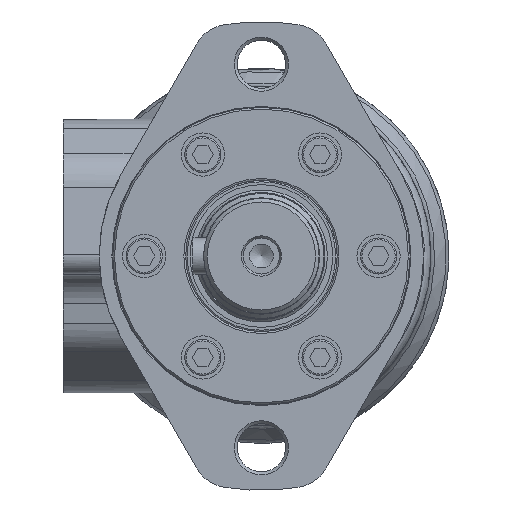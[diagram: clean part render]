
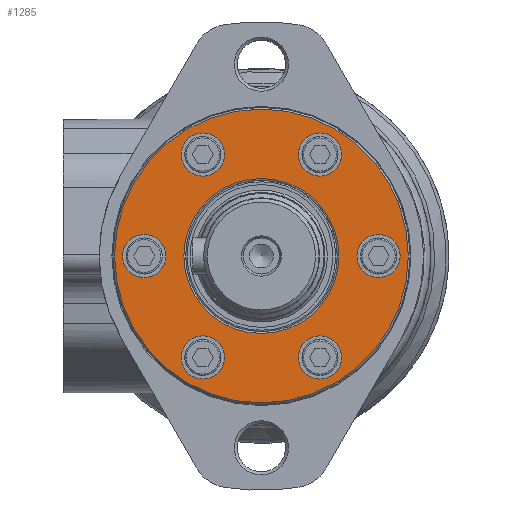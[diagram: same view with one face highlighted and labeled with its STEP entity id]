
A CAD part, left-side view. The second image highlights one B-rep face of the part: STEP entity #1285.
In plain terms, the highlighted planar face has unit normal (-1, 0, 0).
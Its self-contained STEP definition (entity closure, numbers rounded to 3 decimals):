
#1285 = ADVANCED_FACE( '', ( #2639, #2640, #2641, #2642, #2643, #2644, #2645, #2646 ), #2647, .F. );
#2639 = FACE_OUTER_BOUND( '', #3987, .T. );
#2640 = FACE_BOUND( '', #3988, .T. );
#2641 = FACE_BOUND( '', #3989, .T. );
#2642 = FACE_BOUND( '', #3990, .T. );
#2643 = FACE_BOUND( '', #3991, .T. );
#2644 = FACE_BOUND( '', #3992, .T. );
#2645 = FACE_BOUND( '', #3993, .T. );
#2646 = FACE_BOUND( '', #3994, .T. );
#2647 = PLANE( '', #3995 );
#3987 = EDGE_LOOP( '', ( #7022 ) );
#3988 = EDGE_LOOP( '', ( #7023 ) );
#3989 = EDGE_LOOP( '', ( #7024 ) );
#3990 = EDGE_LOOP( '', ( #7025 ) );
#3991 = EDGE_LOOP( '', ( #7026 ) );
#3992 = EDGE_LOOP( '', ( #7027 ) );
#3993 = EDGE_LOOP( '', ( #7028 ) );
#3994 = EDGE_LOOP( '', ( #7029 ) );
#3995 = AXIS2_PLACEMENT_3D( '', #7030, #7031, #7032 );
#7022 = ORIENTED_EDGE( '', *, *, #7355, .F. );
#7023 = ORIENTED_EDGE( '', *, *, #8245, .F. );
#7024 = ORIENTED_EDGE( '', *, *, #8295, .T. );
#7025 = ORIENTED_EDGE( '', *, *, #8021, .T. );
#7026 = ORIENTED_EDGE( '', *, *, #8208, .T. );
#7027 = ORIENTED_EDGE( '', *, *, #7900, .T. );
#7028 = ORIENTED_EDGE( '', *, *, #8038, .T. );
#7029 = ORIENTED_EDGE( '', *, *, #7734, .T. );
#7030 = CARTESIAN_POINT( '', ( 0., 0., 0. ) );
#7031 = DIRECTION( '', ( 1., 0., 0. ) );
#7032 = DIRECTION( '', ( 0., 0., -1. ) );
#7355 = EDGE_CURVE( '', #8654, #8654, #8655, .T. );
#7734 = EDGE_CURVE( '', #9255, #9255, #9256, .T. );
#7900 = EDGE_CURVE( '', #9489, #9489, #9490, .T. );
#8021 = EDGE_CURVE( '', #9656, #9656, #9657, .T. );
#8038 = EDGE_CURVE( '', #9676, #9676, #9677, .T. );
#8208 = EDGE_CURVE( '', #9888, #9888, #9889, .T. );
#8245 = EDGE_CURVE( '', #9931, #9931, #9932, .F. );
#8295 = EDGE_CURVE( '', #9985, #9985, #9986, .T. );
#8654 = VERTEX_POINT( '', #10610 );
#8655 = CIRCLE( '', #10611, 40.75 );
#9255 = VERTEX_POINT( '', #11974 );
#9256 = CIRCLE( '', #11975, 21.5 );
#9489 = VERTEX_POINT( '', #12488 );
#9490 = CIRCLE( '', #12489, 6. );
#9656 = VERTEX_POINT( '', #12755 );
#9657 = CIRCLE( '', #12756, 6. );
#9676 = VERTEX_POINT( '', #12796 );
#9677 = CIRCLE( '', #12797, 6. );
#9888 = VERTEX_POINT( '', #13213 );
#9889 = CIRCLE( '', #13214, 6. );
#9931 = VERTEX_POINT( '', #13283 );
#9932 = CIRCLE( '', #13284, 6. );
#9985 = VERTEX_POINT( '', #13384 );
#9986 = CIRCLE( '', #13385, 6. );
#10610 = CARTESIAN_POINT( '', ( 0., 0., -40.75 ) );
#10611 = AXIS2_PLACEMENT_3D( '', #13658, #13659, #13660 );
#11974 = CARTESIAN_POINT( '', ( 0., 0., -21.5 ) );
#11975 = AXIS2_PLACEMENT_3D( '', #14079, #14080, #14081 );
#12488 = CARTESIAN_POINT( '', ( 0., -16.25, 22.146 ) );
#12489 = AXIS2_PLACEMENT_3D( '', #14285, #14286, #14287 );
#12755 = CARTESIAN_POINT( '', ( 0., -16.25, -34.146 ) );
#12756 = AXIS2_PLACEMENT_3D( '', #14430, #14431, #14432 );
#12796 = CARTESIAN_POINT( '', ( 0., 16.25, 22.146 ) );
#12797 = AXIS2_PLACEMENT_3D( '', #14443, #14444, #14445 );
#13213 = CARTESIAN_POINT( '', ( 0., -32.5, -6. ) );
#13214 = AXIS2_PLACEMENT_3D( '', #14592, #14593, #14594 );
#13283 = CARTESIAN_POINT( '', ( 0., 32.5, -6. ) );
#13284 = AXIS2_PLACEMENT_3D( '', #14625, #14626, #14627 );
#13384 = CARTESIAN_POINT( '', ( 0., 16.25, -34.146 ) );
#13385 = AXIS2_PLACEMENT_3D( '', #14658, #14659, #14660 );
#13658 = CARTESIAN_POINT( '', ( 0., 0., 0. ) );
#13659 = DIRECTION( '', ( 1., 0., 0. ) );
#13660 = DIRECTION( '', ( 0., 0., -1. ) );
#14079 = CARTESIAN_POINT( '', ( 0., 0., 0. ) );
#14080 = DIRECTION( '', ( 1., 0., 0. ) );
#14081 = DIRECTION( '', ( 0., 0., -1. ) );
#14285 = CARTESIAN_POINT( '', ( 0., -16.25, 28.146 ) );
#14286 = DIRECTION( '', ( 1., 0., 0. ) );
#14287 = DIRECTION( '', ( 0., 0., -1. ) );
#14430 = CARTESIAN_POINT( '', ( 0., -16.25, -28.146 ) );
#14431 = DIRECTION( '', ( 1., 0., 0. ) );
#14432 = DIRECTION( '', ( 0., 0., -1. ) );
#14443 = CARTESIAN_POINT( '', ( 0., 16.25, 28.146 ) );
#14444 = DIRECTION( '', ( 1., 0., 0. ) );
#14445 = DIRECTION( '', ( 0., 0., -1. ) );
#14592 = CARTESIAN_POINT( '', ( 0., -32.5, 0. ) );
#14593 = DIRECTION( '', ( 1., 0., 0. ) );
#14594 = DIRECTION( '', ( 0., 0., -1. ) );
#14625 = CARTESIAN_POINT( '', ( 0., 32.5, 0. ) );
#14626 = DIRECTION( '', ( 1., 0., 0. ) );
#14627 = DIRECTION( '', ( 0., 0., -1. ) );
#14658 = CARTESIAN_POINT( '', ( 0., 16.25, -28.146 ) );
#14659 = DIRECTION( '', ( 1., 0., 0. ) );
#14660 = DIRECTION( '', ( 0., 0., -1. ) );
